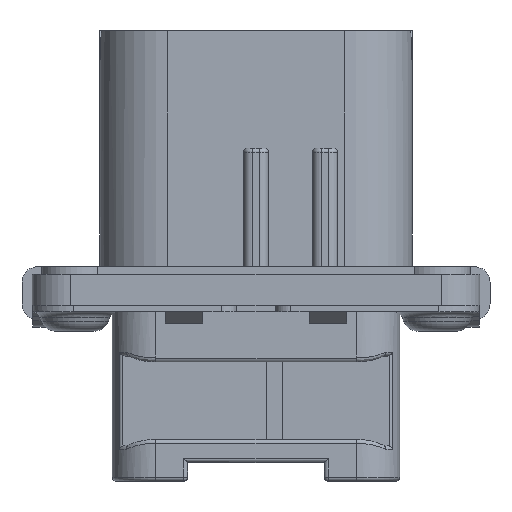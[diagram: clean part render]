
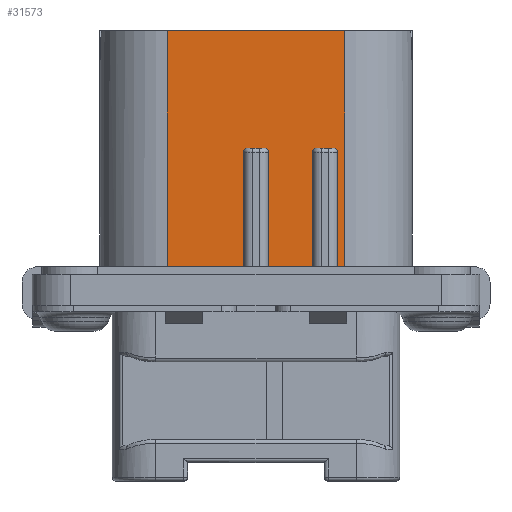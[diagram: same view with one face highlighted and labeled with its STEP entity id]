
A CAD part, front view. The second image highlights one B-rep face of the part: STEP entity #31573.
In plain terms, the highlighted planar face has unit normal (0, -1, 0).
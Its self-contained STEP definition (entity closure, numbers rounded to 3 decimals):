
#1258=DIRECTION('',(1.,0.,0.));
#1259=VECTOR('',#1258,0.45);
#1260=CARTESIAN_POINT('',(5.25,-9.,2.));
#1261=LINE('',#1260,#1259);
#1331=DIRECTION('',(1.,0.,0.));
#1332=VECTOR('',#1331,2.85);
#1333=CARTESIAN_POINT('',(0.8,-9.,2.));
#1334=LINE('',#1333,#1332);
#1381=CARTESIAN_POINT('',(0.55,-9.,9.87));
#1382=DIRECTION('',(0.,1.,0.));
#1383=DIRECTION('',(0.,0.,1.));
#1384=AXIS2_PLACEMENT_3D('',#1381,#1382,#1383);
#1394=DIRECTION('',(0.,0.,1.));
#1395=VECTOR('',#1394,7.87);
#1396=CARTESIAN_POINT('',(0.8,-9.,2.));
#1397=LINE('',#1396,#1395);
#1398=DIRECTION('',(1.,0.,0.));
#1399=VECTOR('',#1398,1.1);
#1400=CARTESIAN_POINT('',(-0.55,-9.,10.12));
#1401=LINE('',#1400,#1399);
#1402=DIRECTION('',(0.,0.,1.));
#1403=VECTOR('',#1402,7.87);
#1404=CARTESIAN_POINT('',(-0.8,-9.,2.));
#1405=LINE('',#1404,#1403);
#1406=DIRECTION('',(0.,0.,-1.));
#1407=VECTOR('',#1406,15.67);
#1408=CARTESIAN_POINT('',(-5.7,-9.,17.67));
#1409=LINE('',#1408,#1407);
#1410=DIRECTION('',(0.,0.,-1.));
#1411=VECTOR('',#1410,15.67);
#1412=CARTESIAN_POINT('',(5.7,-9.,17.67));
#1413=LINE('',#1412,#1411);
#1414=DIRECTION('',(0.,0.,1.));
#1415=VECTOR('',#1414,7.87);
#1416=CARTESIAN_POINT('',(5.25,-9.,2.));
#1417=LINE('',#1416,#1415);
#1418=DIRECTION('',(1.,0.,0.));
#1419=VECTOR('',#1418,1.1);
#1420=CARTESIAN_POINT('',(3.9,-9.,10.12));
#1421=LINE('',#1420,#1419);
#1422=DIRECTION('',(0.,0.,1.));
#1423=VECTOR('',#1422,7.87);
#1424=CARTESIAN_POINT('',(3.65,-9.,2.));
#1425=LINE('',#1424,#1423);
#1426=CARTESIAN_POINT('',(-0.55,-9.,9.87));
#1427=DIRECTION('',(0.,1.,0.));
#1428=DIRECTION('',(-1.,0.,0.));
#1429=AXIS2_PLACEMENT_3D('',#1426,#1427,#1428);
#1467=DIRECTION('',(1.,0.,0.));
#1468=VECTOR('',#1467,4.9);
#1469=CARTESIAN_POINT('',(-5.7,-9.,2.));
#1470=LINE('',#1469,#1468);
#2725=DIRECTION('',(1.,0.,0.));
#2726=VECTOR('',#2725,11.4);
#2727=CARTESIAN_POINT('',(-5.7,-9.,17.67));
#2728=LINE('',#2727,#2726);
#24228=CARTESIAN_POINT('',(5.,-9.,9.87));
#24229=DIRECTION('',(0.,1.,0.));
#24230=DIRECTION('',(0.,0.,1.));
#24231=AXIS2_PLACEMENT_3D('',#24228,#24229,#24230);
#24288=CARTESIAN_POINT('',(3.9,-9.,9.87));
#24289=DIRECTION('',(0.,1.,0.));
#24290=DIRECTION('',(-1.,0.,0.));
#24291=AXIS2_PLACEMENT_3D('',#24288,#24289,#24290);
#24479=CARTESIAN_POINT('',(-5.7,-9.,17.67));
#24480=CARTESIAN_POINT('',(-5.7,-9.,2.));
#24481=VERTEX_POINT('',#24479);
#24482=VERTEX_POINT('',#24480);
#24483=CARTESIAN_POINT('',(5.7,-9.,17.67));
#24484=CARTESIAN_POINT('',(5.7,-9.,2.));
#24485=VERTEX_POINT('',#24483);
#24486=VERTEX_POINT('',#24484);
#24617=CARTESIAN_POINT('',(-0.8,-9.,2.));
#24618=VERTEX_POINT('',#24617);
#24619=CARTESIAN_POINT('',(0.8,-9.,2.));
#24620=CARTESIAN_POINT('',(3.65,-9.,2.));
#24621=VERTEX_POINT('',#24619);
#24622=VERTEX_POINT('',#24620);
#24623=CARTESIAN_POINT('',(5.25,-9.,2.));
#24624=VERTEX_POINT('',#24623);
#25838=CARTESIAN_POINT('',(0.8,-9.,9.87));
#25840=VERTEX_POINT('',#25838);
#25842=CARTESIAN_POINT('',(0.55,-9.,10.12));
#25844=VERTEX_POINT('',#25842);
#25857=CARTESIAN_POINT('',(-0.55,-9.,10.12));
#25858=VERTEX_POINT('',#25857);
#25859=CARTESIAN_POINT('',(-0.8,-9.,9.87));
#25860=VERTEX_POINT('',#25859);
#25862=CARTESIAN_POINT('',(5.25,-9.,9.87));
#25864=VERTEX_POINT('',#25862);
#25866=CARTESIAN_POINT('',(5.,-9.,10.12));
#25868=VERTEX_POINT('',#25866);
#25881=CARTESIAN_POINT('',(3.9,-9.,10.12));
#25882=VERTEX_POINT('',#25881);
#25883=CARTESIAN_POINT('',(3.65,-9.,9.87));
#25884=VERTEX_POINT('',#25883);
#31539=CARTESIAN_POINT('',(-10.05,-9.,2.));
#31540=DIRECTION('',(0.,-1.,0.));
#31541=DIRECTION('',(1.,0.,0.));
#31542=AXIS2_PLACEMENT_3D('',#31539,#31540,#31541);
#31543=PLANE('',#31542);
#31544=ORIENTED_EDGE('',*,*,#31532,.T.);
#31545=ORIENTED_EDGE('',*,*,#31521,.F.);
#31546=ORIENTED_EDGE('',*,*,#31507,.F.);
#31548=ORIENTED_EDGE('',*,*,#31547,.F.);
#31550=ORIENTED_EDGE('',*,*,#31549,.F.);
#31552=ORIENTED_EDGE('',*,*,#31551,.F.);
#31554=ORIENTED_EDGE('',*,*,#31553,.F.);
#31556=ORIENTED_EDGE('',*,*,#31555,.T.);
#31558=ORIENTED_EDGE('',*,*,#31557,.T.);
#31559=ORIENTED_EDGE('',*,*,#31368,.F.);
#31561=ORIENTED_EDGE('',*,*,#31560,.T.);
#31563=ORIENTED_EDGE('',*,*,#31562,.F.);
#31565=ORIENTED_EDGE('',*,*,#31564,.F.);
#31567=ORIENTED_EDGE('',*,*,#31566,.F.);
#31569=ORIENTED_EDGE('',*,*,#31568,.F.);
#31570=ORIENTED_EDGE('',*,*,#31455,.F.);
#31571=EDGE_LOOP('',(#31544,#31545,#31546,#31548,#31550,#31552,#31554,#31556,
#31558,#31559,#31561,#31563,#31565,#31567,#31569,#31570));
#31572=FACE_OUTER_BOUND('',#31571,.F.);
#31573=ADVANCED_FACE('',(#31572),#31543,.T.);
#1385=CIRCLE('',#1384,0.25);
#1430=CIRCLE('',#1429,0.25);
#24232=CIRCLE('',#24231,0.25);
#24292=CIRCLE('',#24291,0.25);
#31368=EDGE_CURVE('',#24624,#24486,#1261,.T.);
#31455=EDGE_CURVE('',#24621,#24622,#1334,.T.);
#31507=EDGE_CURVE('',#25858,#25844,#1401,.T.);
#31521=EDGE_CURVE('',#25844,#25840,#1385,.T.);
#31532=EDGE_CURVE('',#24621,#25840,#1397,.T.);
#31547=EDGE_CURVE('',#25860,#25858,#1430,.T.);
#31549=EDGE_CURVE('',#24618,#25860,#1405,.T.);
#31551=EDGE_CURVE('',#24482,#24618,#1470,.T.);
#31553=EDGE_CURVE('',#24481,#24482,#1409,.T.);
#31555=EDGE_CURVE('',#24481,#24485,#2728,.T.);
#31557=EDGE_CURVE('',#24485,#24486,#1413,.T.);
#31560=EDGE_CURVE('',#24624,#25864,#1417,.T.);
#31562=EDGE_CURVE('',#25868,#25864,#24232,.T.);
#31564=EDGE_CURVE('',#25882,#25868,#1421,.T.);
#31566=EDGE_CURVE('',#25884,#25882,#24292,.T.);
#31568=EDGE_CURVE('',#24622,#25884,#1425,.T.);
